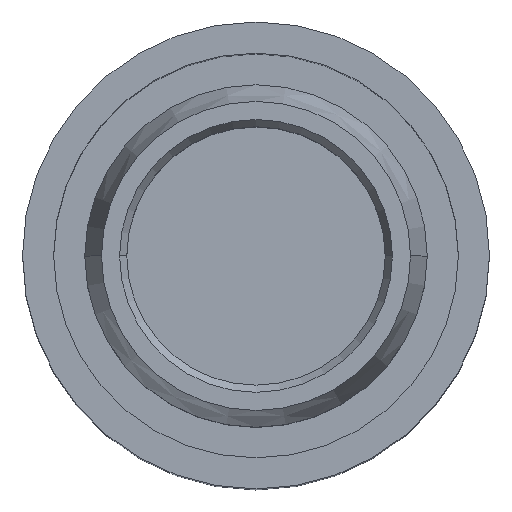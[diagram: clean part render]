
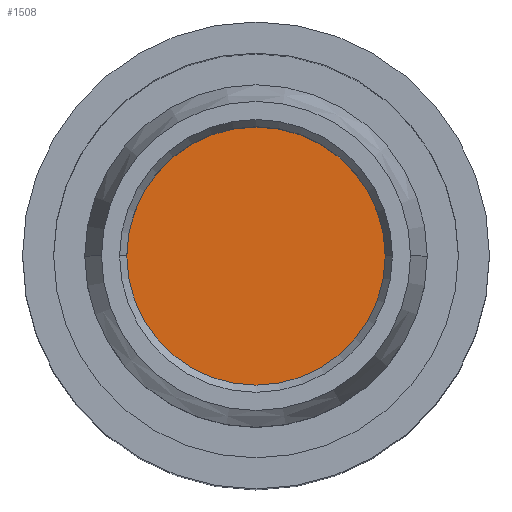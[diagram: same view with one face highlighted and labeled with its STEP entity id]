
A CAD part, top view. The second image highlights one B-rep face of the part: STEP entity #1508.
In plain terms, the highlighted planar face has unit normal (0, 0, 1).
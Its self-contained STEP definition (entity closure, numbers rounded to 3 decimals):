
#102 = VERTEX_POINT ( 'NONE', #1138 ) ;
#251 = DIRECTION ( 'NONE',  ( 0., 1., 0. ) ) ;
#285 = DIRECTION ( 'NONE',  ( 0., 0., -1. ) ) ;
#298 = DIRECTION ( 'NONE',  ( 0., 1., 0. ) ) ;
#479 = AXIS2_PLACEMENT_3D ( 'NONE', #845, #972, #1009 ) ;
#528 = CARTESIAN_POINT ( 'NONE',  ( -2.075, 0., 15.634 ) ) ;
#599 = ORIENTED_EDGE ( 'NONE', *, *, #1226, .F. ) ;
#617 = VERTEX_POINT ( 'NONE', #528 ) ;
#641 = AXIS2_PLACEMENT_3D ( 'NONE', #1690, #2587, #298 ) ;
#812 = FACE_OUTER_BOUND ( 'NONE', #1466, .T. ) ;
#845 = CARTESIAN_POINT ( 'NONE',  ( 0., 0., 15.634 ) ) ;
#860 = CARTESIAN_POINT ( 'NONE',  ( 0., 0., 15.634 ) ) ;
#972 = DIRECTION ( 'NONE',  ( 0., 0., -1. ) ) ;
#1009 = DIRECTION ( 'NONE',  ( 0., 1., 0. ) ) ;
#1138 = CARTESIAN_POINT ( 'NONE',  ( 2.075, 0., 15.634 ) ) ;
#1226 = EDGE_CURVE ( 'NONE', #102, #617, #1506, .T. ) ;
#1233 = PLANE ( 'NONE',  #479 ) ;
#1255 = AXIS2_PLACEMENT_3D ( 'NONE', #860, #285, #251 ) ;
#1466 = EDGE_LOOP ( 'NONE', ( #599, #2428 ) ) ;
#1506 = CIRCLE ( 'NONE', #641, 2.075 ) ;
#1508 = ADVANCED_FACE ( 'NONE', ( #812 ), #1233, .F. ) ;
#1690 = CARTESIAN_POINT ( 'NONE',  ( 0., 0., 15.634 ) ) ;
#1727 = EDGE_CURVE ( 'NONE', #617, #102, #2066, .T. ) ;
#2066 = CIRCLE ( 'NONE', #1255, 2.075 ) ;
#2428 = ORIENTED_EDGE ( 'NONE', *, *, #1727, .F. ) ;
#2587 = DIRECTION ( 'NONE',  ( 0., 0., -1. ) ) ;
